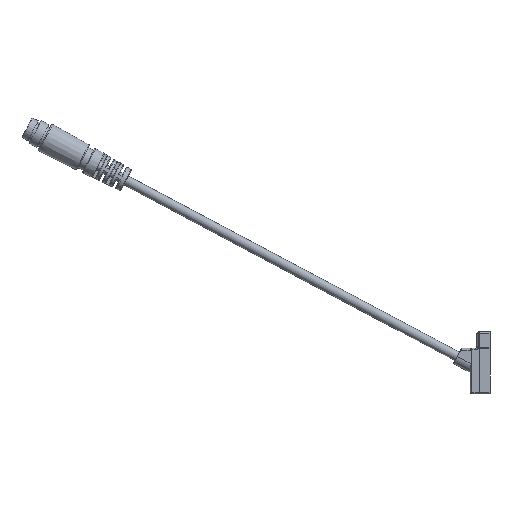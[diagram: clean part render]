
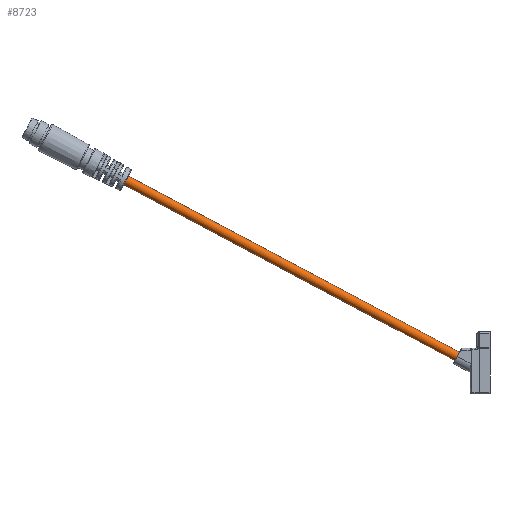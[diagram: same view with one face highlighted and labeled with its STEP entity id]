
A CAD part, left-side view. The second image highlights one B-rep face of the part: STEP entity #8723.
In plain terms, the highlighted cylindrical face has radius 1.46 mm (diameter 2.921 mm), a partial arc.
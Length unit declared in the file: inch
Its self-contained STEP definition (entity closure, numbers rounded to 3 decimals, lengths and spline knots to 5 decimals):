
#601 = ORIENTED_EDGE ( 'NONE', *, *, #7137, .F. ) ;
#803 = EDGE_LOOP ( 'NONE', ( #601, #5278, #5726, #6697 ) ) ;
#825 = LINE ( 'NONE', #6519, #7666 ) ;
#1992 = DIRECTION ( 'NONE',  ( 0., -0.883, -0.469 ) ) ;
#2832 = AXIS2_PLACEMENT_3D ( 'NONE', #4205, #10274, #5081 ) ;
#3066 = DIRECTION ( 'NONE',  ( 0., 0.469, -0.883 ) ) ;
#3170 = DIRECTION ( 'NONE',  ( 0., -0.883, -0.469 ) ) ;
#3397 = CARTESIAN_POINT ( 'NONE',  ( 0.12597, 0.36747, -2.52836 ) ) ;
#3414 = CIRCLE ( 'NONE', #2832, 0.0575 ) ;
#3422 = AXIS2_PLACEMENT_3D ( 'NONE', #7141, #1992, #8024 ) ;
#3845 = DIRECTION ( 'NONE',  ( 0., -0.883, -0.469 ) ) ;
#3878 = CARTESIAN_POINT ( 'NONE',  ( 0.12597, 4.43371, -0.43142 ) ) ;
#3968 = CYLINDRICAL_SURFACE ( 'NONE', #8521, 0.0575 ) ;
#4205 = CARTESIAN_POINT ( 'NONE',  ( 0.12597, 4.39162, -0.4538 ) ) ;
#4829 = CARTESIAN_POINT ( 'NONE',  ( 0.12597, 4.36463, -0.40303 ) ) ;
#4930 = CARTESIAN_POINT ( 'NONE',  ( 0.12597, 0.42145, -2.6299 ) ) ;
#5051 = FACE_OUTER_BOUND ( 'NONE', #803, .T. ) ;
#5081 = DIRECTION ( 'NONE',  ( 0., 0.469, -0.883 ) ) ;
#5278 = ORIENTED_EDGE ( 'NONE', *, *, #9637, .T. ) ;
#5351 = VERTEX_POINT ( 'NONE', #6914 ) ;
#5726 = ORIENTED_EDGE ( 'NONE', *, *, #6121, .T. ) ;
#6121 = EDGE_CURVE ( 'NONE', #5351, #8826, #825, .T. ) ;
#6431 = VECTOR ( 'NONE', #3170, 39.37008 ) ;
#6519 = CARTESIAN_POINT ( 'NONE',  ( 0.12597, 4.46071, -0.48219 ) ) ;
#6697 = ORIENTED_EDGE ( 'NONE', *, *, #8045, .F. ) ;
#6815 = CIRCLE ( 'NONE', #3422, 0.0575 ) ;
#6914 = CARTESIAN_POINT ( 'NONE',  ( 0.12597, 4.41862, -0.50457 ) ) ;
#7137 = EDGE_CURVE ( 'NONE', #8791, #8977, #11031, .T. ) ;
#7141 = CARTESIAN_POINT ( 'NONE',  ( 0.12597, 0.39446, -2.57913 ) ) ;
#7666 = VECTOR ( 'NONE', #10034, 39.37008 ) ;
#8024 = DIRECTION ( 'NONE',  ( 0., 0.469, -0.883 ) ) ;
#8045 = EDGE_CURVE ( 'NONE', #8977, #8826, #6815, .T. ) ;
#8521 = AXIS2_PLACEMENT_3D ( 'NONE', #3878, #3845, #3066 ) ;
#8723 = ADVANCED_FACE ( 'NONE', ( #5051 ), #3968, .T. ) ;
#8791 = VERTEX_POINT ( 'NONE', #4829 ) ;
#8826 = VERTEX_POINT ( 'NONE', #4930 ) ;
#8977 = VERTEX_POINT ( 'NONE', #3397 ) ;
#9637 = EDGE_CURVE ( 'NONE', #8791, #5351, #3414, .T. ) ;
#10034 = DIRECTION ( 'NONE',  ( 0., -0.883, -0.469 ) ) ;
#10274 = DIRECTION ( 'NONE',  ( 0., -0.883, -0.469 ) ) ;
#10951 = CARTESIAN_POINT ( 'NONE',  ( 0.12597, 4.40672, -0.38065 ) ) ;
#11031 = LINE ( 'NONE', #10951, #6431 ) ;
